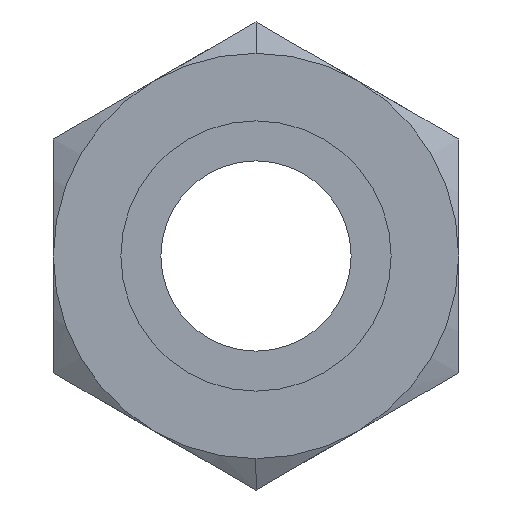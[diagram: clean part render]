
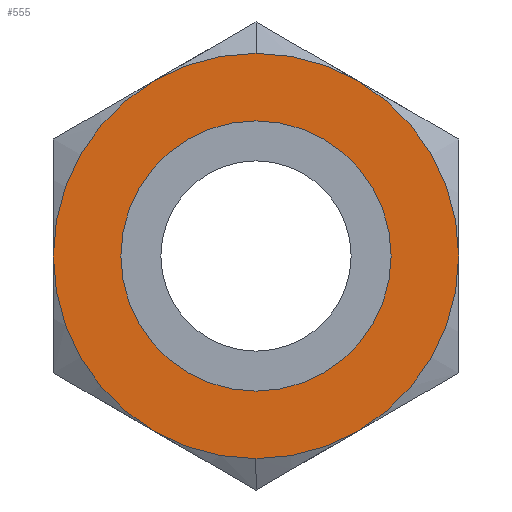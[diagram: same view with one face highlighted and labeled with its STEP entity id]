
A CAD part, left-side view. The second image highlights one B-rep face of the part: STEP entity #555.
In plain terms, the highlighted planar face has unit normal (-1, 0, 0).
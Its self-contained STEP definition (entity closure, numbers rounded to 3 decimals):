
#167 = EDGE_CURVE ( 'NONE', #4809, #6382, #7082, .T. ) ;
#260 = CARTESIAN_POINT ( 'NONE',  ( 0., 0., 11.905 ) ) ;
#288 = AXIS2_PLACEMENT_3D ( 'NONE', #5411, #7628, #8226 ) ;
#332 = EDGE_CURVE ( 'NONE', #3539, #2390, #6948, .T. ) ;
#339 = CARTESIAN_POINT ( 'NONE',  ( 0., 0., 23.81 ) ) ;
#555 = ADVANCED_FACE ( 'NONE', ( #8524, #2200 ), #8124, .T. ) ;
#722 = DIRECTION ( 'NONE',  ( 0., 0., 1. ) ) ;
#943 = DIRECTION ( 'NONE',  ( 1., 0., 0. ) ) ;
#951 = CARTESIAN_POINT ( 'NONE',  ( 0., 0., -23.81 ) ) ;
#1173 = ORIENTED_EDGE ( 'NONE', *, *, #167, .T. ) ;
#1251 = CIRCLE ( 'NONE', #8929, 23.81 ) ;
#2200 = FACE_OUTER_BOUND ( 'NONE', #6432, .T. ) ;
#2386 = DIRECTION ( 'NONE',  ( -1., 0., 0. ) ) ;
#2390 = VERTEX_POINT ( 'NONE', #339 ) ;
#2524 = DIRECTION ( 'NONE',  ( 0., 0., 1. ) ) ;
#2983 = AXIS2_PLACEMENT_3D ( 'NONE', #8579, #7762, #722 ) ;
#3041 = CARTESIAN_POINT ( 'NONE',  ( 0., 0., 15.875 ) ) ;
#3043 = DIRECTION ( 'NONE',  ( 0., 0., 1. ) ) ;
#3162 = ORIENTED_EDGE ( 'NONE', *, *, #332, .F. ) ;
#3494 = EDGE_CURVE ( 'NONE', #6382, #4809, #5496, .T. ) ;
#3539 = VERTEX_POINT ( 'NONE', #951 ) ;
#4809 = VERTEX_POINT ( 'NONE', #9154 ) ;
#4881 = DIRECTION ( 'NONE',  ( 1., 0., 0. ) ) ;
#5411 = CARTESIAN_POINT ( 'NONE',  ( 0., 0., 0. ) ) ;
#5496 = CIRCLE ( 'NONE', #2983, 15.875 ) ;
#5516 = ORIENTED_EDGE ( 'NONE', *, *, #3494, .T. ) ;
#5762 = AXIS2_PLACEMENT_3D ( 'NONE', #9043, #4881, #8260 ) ;
#5774 = ORIENTED_EDGE ( 'NONE', *, *, #6453, .F. ) ;
#5951 = CARTESIAN_POINT ( 'NONE',  ( 0., 0., 0. ) ) ;
#6382 = VERTEX_POINT ( 'NONE', #3041 ) ;
#6432 = EDGE_LOOP ( 'NONE', ( #5774, #3162 ) ) ;
#6453 = EDGE_CURVE ( 'NONE', #2390, #3539, #1251, .T. ) ;
#6560 = EDGE_LOOP ( 'NONE', ( #1173, #5516 ) ) ;
#6948 = CIRCLE ( 'NONE', #288, 23.81 ) ;
#7082 = CIRCLE ( 'NONE', #5762, 15.875 ) ;
#7279 = AXIS2_PLACEMENT_3D ( 'NONE', #260, #2386, #3043 ) ;
#7628 = DIRECTION ( 'NONE',  ( 1., 0., 0. ) ) ;
#7762 = DIRECTION ( 'NONE',  ( 1., 0., 0. ) ) ;
#8124 = PLANE ( 'NONE',  #7279 ) ;
#8226 = DIRECTION ( 'NONE',  ( 0., 0., -1. ) ) ;
#8260 = DIRECTION ( 'NONE',  ( 0., 0., -1. ) ) ;
#8524 = FACE_BOUND ( 'NONE', #6560, .T. ) ;
#8579 = CARTESIAN_POINT ( 'NONE',  ( 0., 0., 0. ) ) ;
#8929 = AXIS2_PLACEMENT_3D ( 'NONE', #5951, #943, #2524 ) ;
#9043 = CARTESIAN_POINT ( 'NONE',  ( 0., 0., 0. ) ) ;
#9154 = CARTESIAN_POINT ( 'NONE',  ( 0., 0., -15.875 ) ) ;
